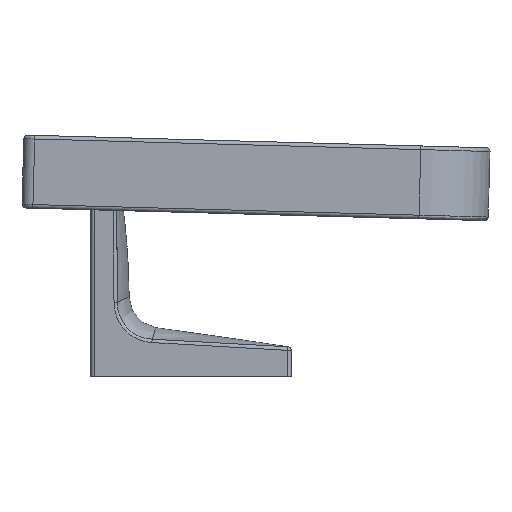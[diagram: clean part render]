
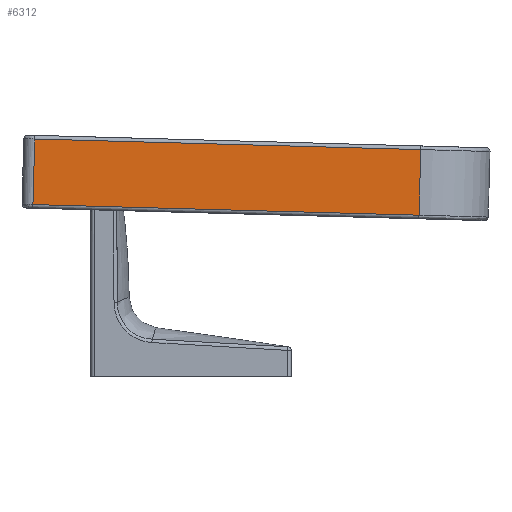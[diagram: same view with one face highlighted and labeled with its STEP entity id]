
A CAD part, left-side view. The second image highlights one B-rep face of the part: STEP entity #6312.
In plain terms, the highlighted planar face has unit normal (-1, 0, 0).
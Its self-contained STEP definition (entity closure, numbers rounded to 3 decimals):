
#442 = AXIS2_PLACEMENT_3D ( 'NONE', #6957, #14130, #11654 ) ;
#730 = EDGE_CURVE ( 'NONE', #13828, #4579, #5895, .T. ) ;
#1319 = LINE ( 'NONE', #6201, #2664 ) ;
#1441 = DIRECTION ( 'NONE',  ( 0., 0., -1. ) ) ;
#2229 = FACE_OUTER_BOUND ( 'NONE', #8428, .T. ) ;
#2664 = VECTOR ( 'NONE', #7137, 1000. ) ;
#2861 = EDGE_CURVE ( 'NONE', #4579, #13003, #10475, .T. ) ;
#4016 = CARTESIAN_POINT ( 'NONE',  ( 1353.922, -82., -82. ) ) ;
#4579 = VERTEX_POINT ( 'NONE', #4016 ) ;
#4635 = PLANE ( 'NONE',  #442 ) ;
#4875 = VECTOR ( 'NONE', #1441, 1000. ) ;
#4970 = CARTESIAN_POINT ( 'NONE',  ( 1353.922, -64., -82. ) ) ;
#5121 = VECTOR ( 'NONE', #13817, 1000. ) ;
#5895 = LINE ( 'NONE', #10668, #13052 ) ;
#6201 = CARTESIAN_POINT ( 'NONE',  ( 1353.922, -83., 24. ) ) ;
#6312 = ADVANCED_FACE ( 'NONE', ( #2229 ), #4635, .T. ) ;
#6769 = EDGE_CURVE ( 'NONE', #11769, #13003, #12030, .T. ) ;
#6957 = CARTESIAN_POINT ( 'NONE',  ( 1353.922, -83., -86.4 ) ) ;
#7136 = CARTESIAN_POINT ( 'NONE',  ( 1353.922, -82., 24. ) ) ;
#7137 = DIRECTION ( 'NONE',  ( 0., 1., 0. ) ) ;
#7259 = CARTESIAN_POINT ( 'NONE',  ( 1353.922, -64., -86.4 ) ) ;
#7466 = ORIENTED_EDGE ( 'NONE', *, *, #730, .F. ) ;
#8123 = CARTESIAN_POINT ( 'NONE',  ( 1353.922, -129.104, -82. ) ) ;
#8428 = EDGE_LOOP ( 'NONE', ( #11389, #11123, #12780, #7466 ) ) ;
#9742 = EDGE_CURVE ( 'NONE', #13828, #11769, #1319, .T. ) ;
#10475 = LINE ( 'NONE', #8123, #5121 ) ;
#10668 = CARTESIAN_POINT ( 'NONE',  ( 1353.922, -82., 24.562 ) ) ;
#11123 = ORIENTED_EDGE ( 'NONE', *, *, #6769, .T. ) ;
#11389 = ORIENTED_EDGE ( 'NONE', *, *, #9742, .T. ) ;
#11654 = DIRECTION ( 'NONE',  ( 0., 0., 1. ) ) ;
#11769 = VERTEX_POINT ( 'NONE', #12852 ) ;
#12030 = LINE ( 'NONE', #7259, #4875 ) ;
#12780 = ORIENTED_EDGE ( 'NONE', *, *, #2861, .F. ) ;
#12852 = CARTESIAN_POINT ( 'NONE',  ( 1353.922, -64., 24. ) ) ;
#13003 = VERTEX_POINT ( 'NONE', #4970 ) ;
#13052 = VECTOR ( 'NONE', #13385, 1000. ) ;
#13385 = DIRECTION ( 'NONE',  ( 0., 0., -1. ) ) ;
#13817 = DIRECTION ( 'NONE',  ( 0., 1., 0. ) ) ;
#13828 = VERTEX_POINT ( 'NONE', #7136 ) ;
#14130 = DIRECTION ( 'NONE',  ( -1., 0., 0. ) ) ;
